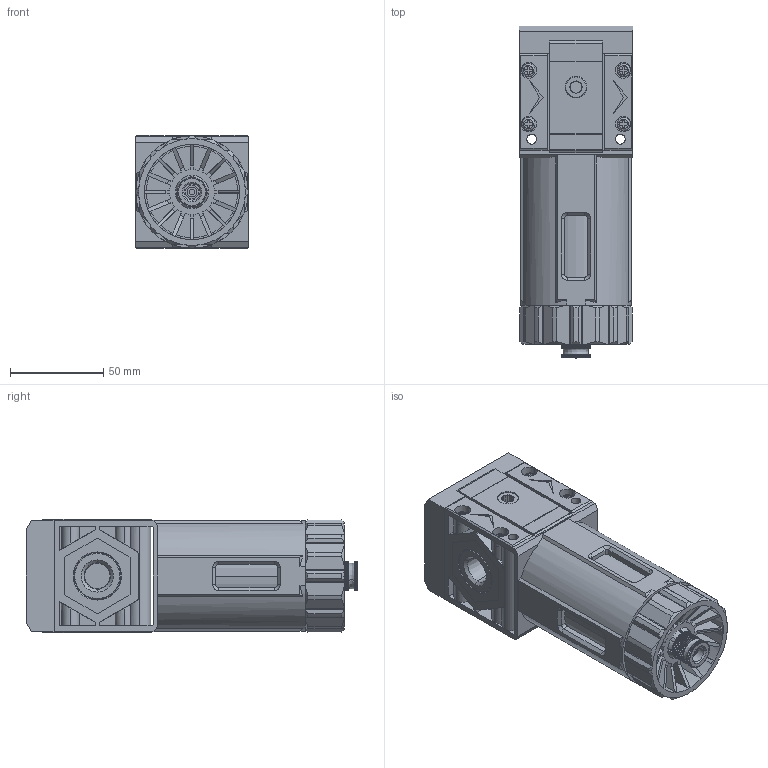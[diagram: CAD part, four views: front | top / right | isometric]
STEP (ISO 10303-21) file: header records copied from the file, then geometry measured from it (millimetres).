
FILE_DESCRIPTION (( 'STEP AP203' ), '1' );
FILE_NAME ('5U23D103.step', '2023-05-17T14:48:53', ( '' ), ( '' ), 'SwSTEP 2.0', 'SolidWorks 2021', '' );
FILE_SCHEMA (( 'CONFIG_CONTROL_DESIGN' ));
Products named in the file (1): 5U23D103
Bounding box: 60.9 x 178 x 61 mm (x, y, z)
Volume: 393145.6 mm3; surface area: 121256.9 mm2
Topology: 14 solids, 14 shells, 1420 faces, 3818 edges, 2443 vertices
Faces by surface type: plane 963, cylinder 255, cone 148, bspline 54
Entity records: 47864 total; most frequent: CARTESIAN_POINT 12286, ORIENTED_EDGE 7636, DIRECTION 7127, EDGE_CURVE 3818, VECTOR 2599, LINE 2599, VERTEX_POINT 2443, AXIS2_PLACEMENT_3D 2264
